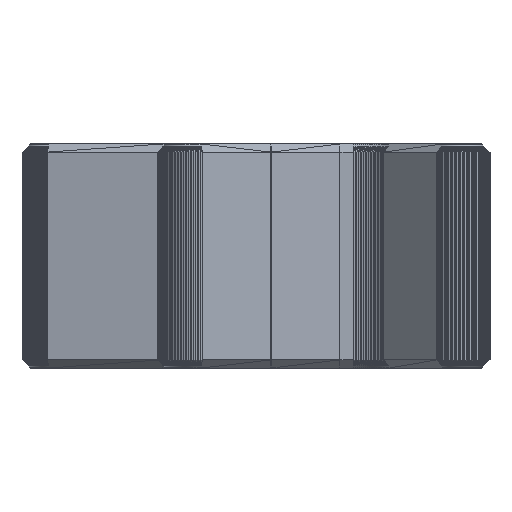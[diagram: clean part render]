
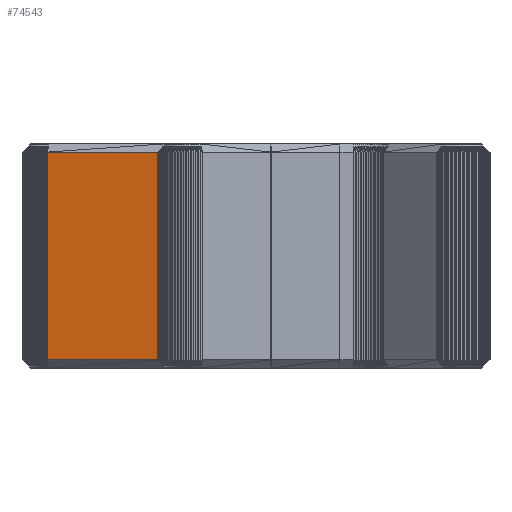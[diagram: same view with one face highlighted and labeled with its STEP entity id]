
A CAD part, front view. The second image highlights one B-rep face of the part: STEP entity #74543.
In plain terms, the highlighted planar face has unit normal (-0.212, -0.977, 0).
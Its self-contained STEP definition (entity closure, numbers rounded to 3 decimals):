
#18662 = VERTEX_POINT('',#18663);
#18663 = CARTESIAN_POINT('',(114.751,115.913,
    0.4));
#23474 = VERTEX_POINT('',#23475);
#23475 = CARTESIAN_POINT('',(120.335,114.704,
    0.4));
#23481 = EDGE_CURVE('',#23474,#18662,#23482,.T.);
#23482 = LINE('',#23483,#23484);
#23483 = CARTESIAN_POINT('',(120.335,114.704,
    0.4));
#23484 = VECTOR('',#23485,1.);
#23485 = DIRECTION('',(-0.977,0.212,0.));
#56525 = VERTEX_POINT('',#56526);
#56526 = CARTESIAN_POINT('',(114.751,115.913,
    10.6));
#56562 = EDGE_CURVE('',#56563,#56525,#56565,.T.);
#56563 = VERTEX_POINT('',#56564);
#56564 = CARTESIAN_POINT('',(120.335,114.704,
    10.6));
#56565 = LINE('',#56566,#56567);
#56566 = CARTESIAN_POINT('',(120.335,114.704,
    10.6));
#56567 = VECTOR('',#56568,1.);
#56568 = DIRECTION('',(-0.977,0.212,0.));
#74532 = EDGE_CURVE('',#18662,#56525,#74533,.T.);
#74533 = LINE('',#74534,#74535);
#74534 = CARTESIAN_POINT('',(114.751,115.913,
    0.4));
#74535 = VECTOR('',#74536,1.);
#74536 = DIRECTION('',(0.,0.,1.));
#74543 = ADVANCED_FACE('',(#74544),#74555,.T.);
#74544 = FACE_BOUND('',#74545,.T.);
#74545 = EDGE_LOOP('',(#74546,#74547,#74548,#74554));
#74546 = ORIENTED_EDGE('',*,*,#74532,.F.);
#74547 = ORIENTED_EDGE('',*,*,#23481,.F.);
#74548 = ORIENTED_EDGE('',*,*,#74549,.T.);
#74549 = EDGE_CURVE('',#23474,#56563,#74550,.T.);
#74550 = LINE('',#74551,#74552);
#74551 = CARTESIAN_POINT('',(120.335,114.704,
    0.4));
#74552 = VECTOR('',#74553,1.);
#74553 = DIRECTION('',(0.,0.,1.));
#74554 = ORIENTED_EDGE('',*,*,#56562,.T.);
#74555 = PLANE('',#74556);
#74556 = AXIS2_PLACEMENT_3D('',#74557,#74558,#74559);
#74557 = CARTESIAN_POINT('',(117.543,115.309,
    5.5));
#74558 = DIRECTION('',(-0.212,-0.977,-0.));
#74559 = DIRECTION('',(-0.977,0.212,0.));
